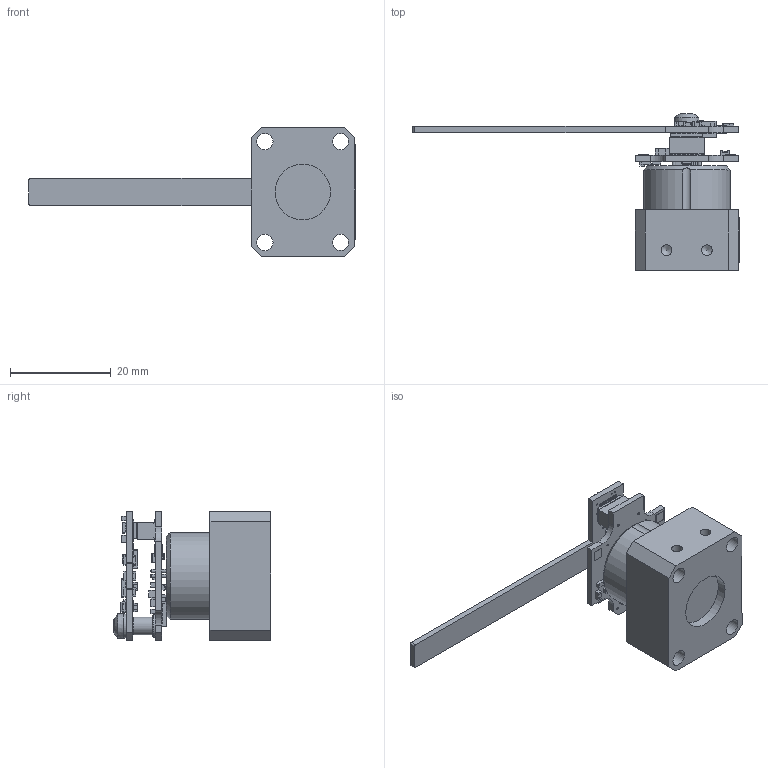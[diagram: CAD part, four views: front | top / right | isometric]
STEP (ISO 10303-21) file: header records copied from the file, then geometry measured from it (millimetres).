
FILE_DESCRIPTION(/* description */ (''),/* implementation_level */ '2;1');
FILE_NAME(/* name */ 'CDS500D Surface mount flex.stp',/* time_stamp */ '2024-03-14T08:48:29+01:00',/* author */ ('quen001'),/* organization */ (''),/* preprocessor_version */ 'ST-DEVELOPER v19.2',/* originating_system */ 'Autodesk Inventor 2023',/* authorisation */ '');
FILE_SCHEMA (('AUTOMOTIVE_DESIGN { 1 0 10303 214 3 1 1 }'));
Products named in the file (1): Bauteil13
Bounding box: 64.6 x 31.13 x 25.5 mm (x, y, z)
Volume: 8988.2 mm3; surface area: 6154.3 mm2
Topology: 1 solids, 6 shells, 1764 faces, 4915 edges, 3258 vertices
Faces by surface type: plane 1448, cylinder 284, sphere 16, cone 11, bspline 4, torus 1
Full cylindrical faces by diameter (mm): 0.249 x43, 0.252 x1, 0.3 x1, 0.33 x1, 0.38 x10, 0.381 x3, 0.385 x1, 0.4 x2, 0.5 x4, 0.7 x6, 0.864 x3, 1.02 x3, 1.28 x9, 1.64 x3, 2.113 x5, 2.5 x2, 2.692 x1, 2.7 x1, 3.2 x4, 3.5 x1, 4.5 x1, 4.8 x1, 5 x1, 11 x1
Entity records: 58535 total; most frequent: CARTESIAN_POINT 10353, ORIENTED_EDGE 9794, DIRECTION 8994, EDGE_CURVE 4897, LINE 4266, VECTOR 4266, VERTEX_POINT 3258, AXIS2_PLACEMENT_3D 2364
